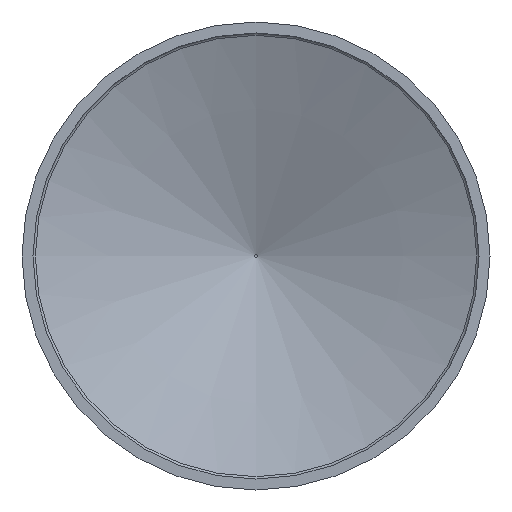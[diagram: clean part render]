
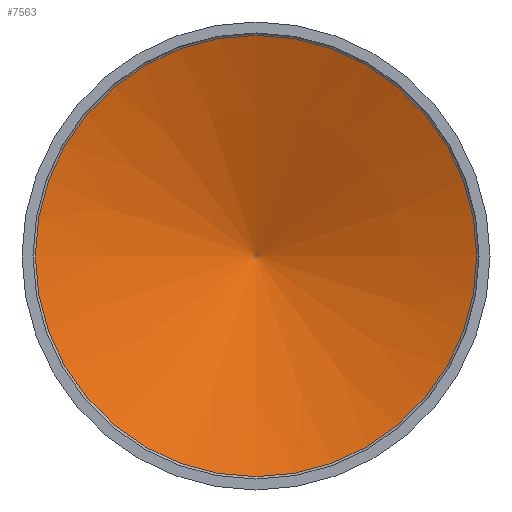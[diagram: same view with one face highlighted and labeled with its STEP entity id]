
A CAD part, front view. The second image highlights one B-rep face of the part: STEP entity #7563.
In plain terms, the highlighted conical face has half-angle 69.243 degrees and reference radius 0.177 mm.
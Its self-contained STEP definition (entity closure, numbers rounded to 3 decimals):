
#46 = ORIENTED_EDGE ( 'NONE', *, *, #2428, .F. ) ;
#1384 = DIRECTION ( 'NONE',  ( 0., -1., 0. ) ) ;
#2428 = EDGE_CURVE ( 'NONE', #5774, #5774, #4346, .T. ) ;
#2514 = CARTESIAN_POINT ( 'NONE',  ( 0.177, 24.468, 0. ) ) ;
#2736 = CARTESIAN_POINT ( 'NONE',  ( 0., 24.468, 0. ) ) ;
#2787 = DIRECTION ( 'NONE',  ( 1., 0., 0. ) ) ;
#3371 = CARTESIAN_POINT ( 'NONE',  ( 0., 13.097, 0. ) ) ;
#3383 = EDGE_LOOP ( 'NONE', ( #46 ) ) ;
#3823 = DIRECTION ( 'NONE',  ( 1., 0., 0. ) ) ;
#4346 = CIRCLE ( 'NONE', #6908, 0.177 ) ;
#5100 = EDGE_LOOP ( 'NONE', ( #8277 ) ) ;
#5366 = DIRECTION ( 'NONE',  ( 0., -1., 0. ) ) ;
#5763 = CARTESIAN_POINT ( 'NONE',  ( 0., 24.468, 0. ) ) ;
#5774 = VERTEX_POINT ( 'NONE', #2514 ) ;
#5982 = CARTESIAN_POINT ( 'NONE',  ( 30.177, 13.097, 0. ) ) ;
#6678 = VERTEX_POINT ( 'NONE', #5982 ) ;
#6763 = EDGE_CURVE ( 'NONE', #6678, #6678, #7228, .T. ) ;
#6908 = AXIS2_PLACEMENT_3D ( 'NONE', #5763, #7027, #3823 ) ;
#7027 = DIRECTION ( 'NONE',  ( 0., -1., 0. ) ) ;
#7174 = AXIS2_PLACEMENT_3D ( 'NONE', #3371, #1384, #2787 ) ;
#7228 = CIRCLE ( 'NONE', #7174, 30.177 ) ;
#7382 = DIRECTION ( 'NONE',  ( 1., 0., 0. ) ) ;
#7563 = ADVANCED_FACE ( 'NONE', ( #8137, #8253 ), #8567, .F. ) ;
#7608 = AXIS2_PLACEMENT_3D ( 'NONE', #2736, #5366, #7382 ) ;
#8137 = FACE_OUTER_BOUND ( 'NONE', #5100, .T. ) ;
#8253 = FACE_BOUND ( 'NONE', #3383, .T. ) ;
#8277 = ORIENTED_EDGE ( 'NONE', *, *, #6763, .T. ) ;
#8567 = CONICAL_SURFACE ( 'NONE', #7608, 0.177, 1.209 ) ;
